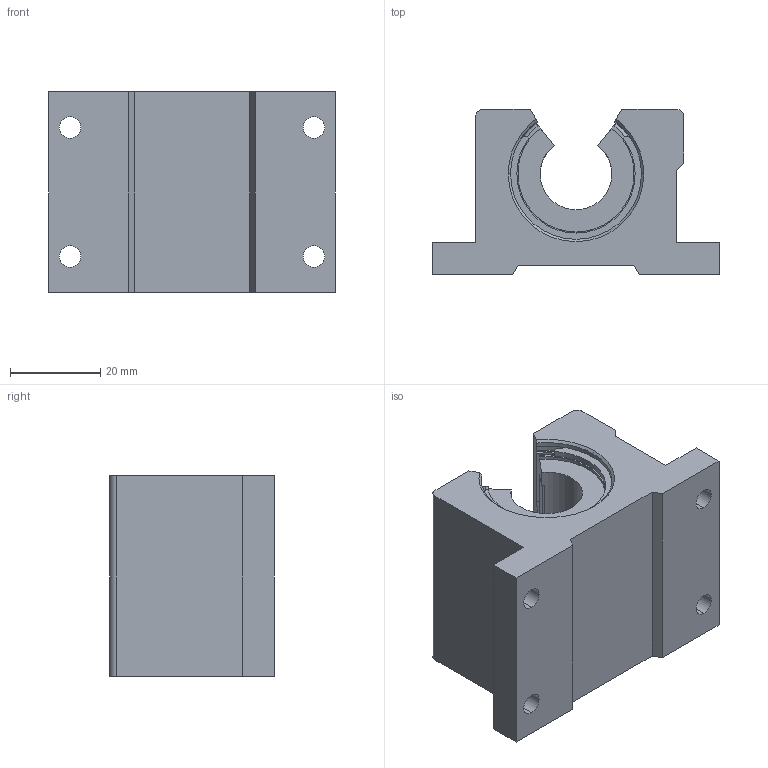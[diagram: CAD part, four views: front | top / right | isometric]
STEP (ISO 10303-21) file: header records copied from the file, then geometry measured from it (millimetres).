
FILE_DESCRIPTION (( 'STEP AP203' ), '1' );
FILE_NAME ('IPPN10G.step', '2023-06-07T12:28:21', ( '' ), ( '' ), 'SwSTEP 2.0', 'SolidWorks 2021', '' );
FILE_SCHEMA (( 'CONFIG_CONTROL_DESIGN' ));
Length unit declared in the file: inch
Products named in the file (1): IPPN10G
Bounding box: 63.5 x 36.5 x 44.45 mm (x, y, z)
Volume: 58975.6 mm3; surface area: 20805.2 mm2
Topology: 5 solids, 5 shells, 157 faces, 417 edges, 271 vertices
Faces by surface type: cylinder 74, plane 52, cone 21, torus 10
Entity records: 5122 total; most frequent: CARTESIAN_POINT 1016, DIRECTION 883, ORIENTED_EDGE 834, EDGE_CURVE 417, AXIS2_PLACEMENT_3D 338, VERTEX_POINT 271, LINE 207, VECTOR 207
